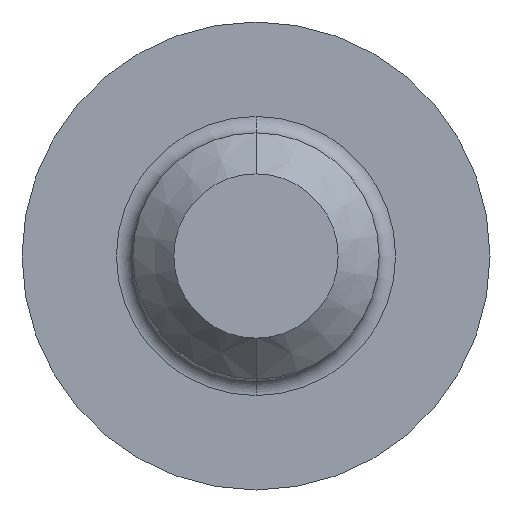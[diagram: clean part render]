
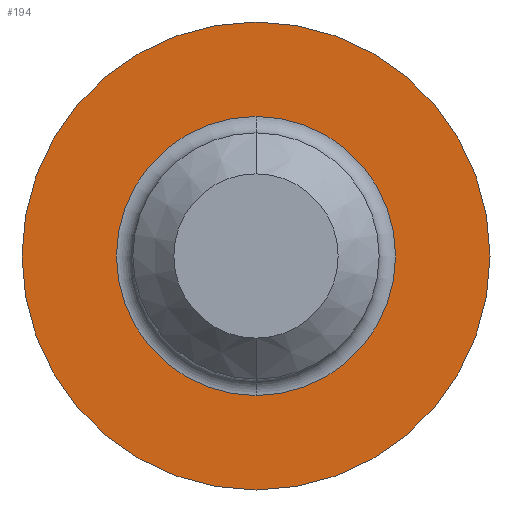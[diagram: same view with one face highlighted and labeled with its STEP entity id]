
A CAD part, front view. The second image highlights one B-rep face of the part: STEP entity #194.
In plain terms, the highlighted planar face has unit normal (0, -1, 0).
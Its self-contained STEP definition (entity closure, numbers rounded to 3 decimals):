
#19 = CARTESIAN_POINT ( 'NONE',  ( 0., 0., 1.7 ) ) ;
#80 = CIRCLE ( 'NONE', #635, 1.7 ) ;
#92 = CIRCLE ( 'NONE', #202, 2.85 ) ;
#106 = FACE_BOUND ( 'NONE', #281, .T. ) ;
#107 = FACE_OUTER_BOUND ( 'NONE', #199, .T. ) ;
#112 = DIRECTION ( 'NONE',  ( 0., 1., 0. ) ) ;
#115 = AXIS2_PLACEMENT_3D ( 'NONE', #349, #112, #124 ) ;
#117 = EDGE_CURVE ( 'NONE', #466, #356, #80, .T. ) ;
#124 = DIRECTION ( 'NONE',  ( 0., 0., -1. ) ) ;
#154 = ORIENTED_EDGE ( 'NONE', *, *, #628, .T. ) ;
#181 = EDGE_CURVE ( 'NONE', #411, #413, #92, .T. ) ;
#194 = ADVANCED_FACE ( 'NONE', ( #106, #107 ), #236, .T. ) ;
#199 = EDGE_LOOP ( 'NONE', ( #294, #624 ) ) ;
#202 = AXIS2_PLACEMENT_3D ( 'NONE', #362, #537, #544 ) ;
#223 = ORIENTED_EDGE ( 'NONE', *, *, #117, .T. ) ;
#236 = PLANE ( 'NONE',  #370 ) ;
#271 = DIRECTION ( 'NONE',  ( 0., 0., -1. ) ) ;
#281 = EDGE_LOOP ( 'NONE', ( #223, #154 ) ) ;
#284 = DIRECTION ( 'NONE',  ( 0., 1., 0. ) ) ;
#290 = CARTESIAN_POINT ( 'NONE',  ( 0., 0., 0. ) ) ;
#294 = ORIENTED_EDGE ( 'NONE', *, *, #181, .T. ) ;
#314 = CIRCLE ( 'NONE', #115, 1.7 ) ;
#349 = CARTESIAN_POINT ( 'NONE',  ( 0., 0., 0. ) ) ;
#355 = CARTESIAN_POINT ( 'NONE',  ( 0., 0., 0. ) ) ;
#356 = VERTEX_POINT ( 'NONE', #19 ) ;
#360 = CARTESIAN_POINT ( 'NONE',  ( 0., 0., -2.85 ) ) ;
#362 = CARTESIAN_POINT ( 'NONE',  ( 0., 0., 0. ) ) ;
#370 = AXIS2_PLACEMENT_3D ( 'NONE', #355, #545, #550 ) ;
#411 = VERTEX_POINT ( 'NONE', #360 ) ;
#413 = VERTEX_POINT ( 'NONE', #443 ) ;
#418 = CARTESIAN_POINT ( 'NONE',  ( 0., 0., -1.7 ) ) ;
#443 = CARTESIAN_POINT ( 'NONE',  ( 0., 0., 2.85 ) ) ;
#466 = VERTEX_POINT ( 'NONE', #418 ) ;
#537 = DIRECTION ( 'NONE',  ( 0., -1., 0. ) ) ;
#541 = CIRCLE ( 'NONE', #556, 2.85 ) ;
#544 = DIRECTION ( 'NONE',  ( 0., 0., -1. ) ) ;
#545 = DIRECTION ( 'NONE',  ( 0., -1., 0. ) ) ;
#550 = DIRECTION ( 'NONE',  ( 0., 0., -1. ) ) ;
#554 = EDGE_CURVE ( 'NONE', #413, #411, #541, .T. ) ;
#556 = AXIS2_PLACEMENT_3D ( 'NONE', #602, #603, #604 ) ;
#602 = CARTESIAN_POINT ( 'NONE',  ( 0., 0., 0. ) ) ;
#603 = DIRECTION ( 'NONE',  ( 0., -1., 0. ) ) ;
#604 = DIRECTION ( 'NONE',  ( 0., 0., -1. ) ) ;
#624 = ORIENTED_EDGE ( 'NONE', *, *, #554, .T. ) ;
#628 = EDGE_CURVE ( 'NONE', #356, #466, #314, .T. ) ;
#635 = AXIS2_PLACEMENT_3D ( 'NONE', #290, #284, #271 ) ;
